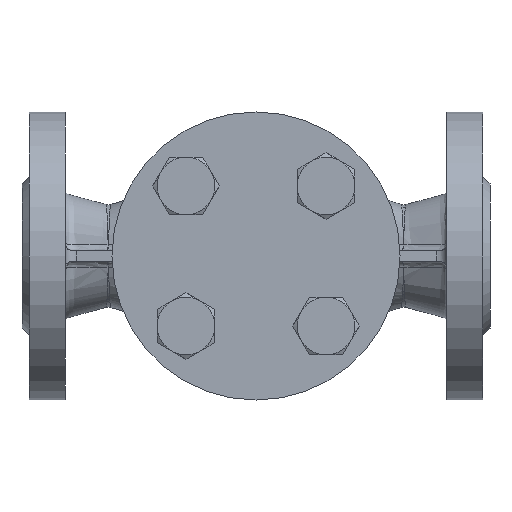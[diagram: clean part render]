
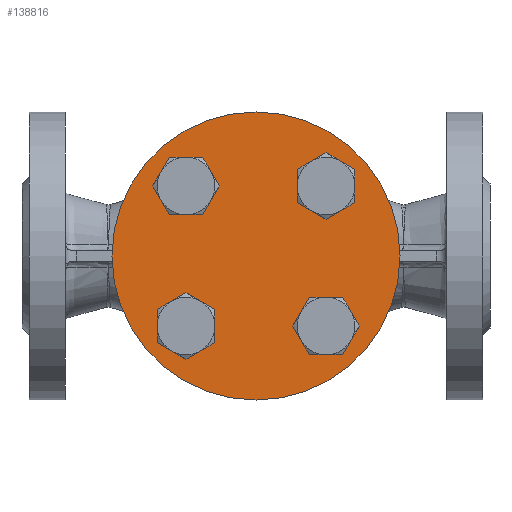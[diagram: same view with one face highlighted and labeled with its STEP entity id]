
A CAD part, front view. The second image highlights one B-rep face of the part: STEP entity #138816.
In plain terms, the highlighted planar face has unit normal (0, -1, 0).
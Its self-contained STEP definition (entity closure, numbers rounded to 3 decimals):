
#287 = CIRCLE ( 'NONE', #576, 8.024 ) ;
#554 = AXIS2_PLACEMENT_3D ( 'NONE', #19710, #19712, #19714 ) ;
#569 = CIRCLE ( 'NONE', #554, 40.12 ) ;
#576 = AXIS2_PLACEMENT_3D ( 'NONE', #19439, #19441, #19443 ) ;
#663 = AXIS2_PLACEMENT_3D ( 'NONE', #19282, #19284, #19286 ) ;
#680 = AXIS2_PLACEMENT_3D ( 'NONE', #20056, #20058, #20060 ) ;
#684 = CIRCLE ( 'NONE', #680, 8.024 ) ;
#709 = CIRCLE ( 'NONE', #663, 8.024 ) ;
#724 = CIRCLE ( 'NONE', #748, 8.024 ) ;
#748 = AXIS2_PLACEMENT_3D ( 'NONE', #19346, #19348, #19350 ) ;
#5225 = CARTESIAN_POINT ( 'NONE',  ( -19.504, -79.179, 27.528 ) ) ;
#6999 = FACE_BOUND ( 'NONE', #127252, .T. ) ;
#7059 = FACE_OUTER_BOUND ( 'NONE', #139194, .T. ) ;
#7061 = FACE_BOUND ( 'NONE', #127255, .T. ) ;
#7062 = FACE_BOUND ( 'NONE', #127239, .T. ) ;
#7070 = CARTESIAN_POINT ( 'NONE',  ( 0., -79.179, 0. ) ) ;
#7072 = FACE_BOUND ( 'NONE', #127251, .T. ) ;
#7076 = PLANE ( 'NONE',  #28957 ) ;
#7078 = DIRECTION ( 'NONE',  ( 0., 1., 0. ) ) ;
#7079 = DIRECTION ( 'NONE',  ( 0., 0., 1. ) ) ;
#7693 = CARTESIAN_POINT ( 'NONE',  ( 0., -79.179, -40.12 ) ) ;
#8083 = CARTESIAN_POINT ( 'NONE',  ( 27.528, -79.179, 19.504 ) ) ;
#8151 = CARTESIAN_POINT ( 'NONE',  ( 11.48, -79.179, 19.504 ) ) ;
#8153 = CARTESIAN_POINT ( 'NONE',  ( 19.504, -79.179, -27.528 ) ) ;
#8191 = CARTESIAN_POINT ( 'NONE',  ( 0., -79.179, 40.12 ) ) ;
#8261 = CARTESIAN_POINT ( 'NONE',  ( 19.504, -79.179, -11.48 ) ) ;
#8363 = CARTESIAN_POINT ( 'NONE',  ( -19.504, -79.179, 11.48 ) ) ;
#8371 = CARTESIAN_POINT ( 'NONE',  ( -11.48, -79.179, -19.504 ) ) ;
#8387 = CARTESIAN_POINT ( 'NONE',  ( -27.528, -79.179, -19.504 ) ) ;
#8546 = CARTESIAN_POINT ( 'NONE',  ( 19.504, -79.179, 19.504 ) ) ;
#8548 = DIRECTION ( 'NONE',  ( 0., 1., 0. ) ) ;
#8550 = DIRECTION ( 'NONE',  ( -1., 0., 0. ) ) ;
#8554 = CARTESIAN_POINT ( 'NONE',  ( 19.504, -79.179, -19.504 ) ) ;
#8556 = DIRECTION ( 'NONE',  ( 0., 1., 0. ) ) ;
#8558 = DIRECTION ( 'NONE',  ( 0., 0., 1. ) ) ;
#8562 = CARTESIAN_POINT ( 'NONE',  ( -19.504, -79.179, -19.504 ) ) ;
#8564 = DIRECTION ( 'NONE',  ( 0., 1., 0. ) ) ;
#8566 = DIRECTION ( 'NONE',  ( 1., 0., 0. ) ) ;
#8570 = CARTESIAN_POINT ( 'NONE',  ( -19.504, -79.179, 19.504 ) ) ;
#8572 = DIRECTION ( 'NONE',  ( 0., 1., 0. ) ) ;
#8574 = DIRECTION ( 'NONE',  ( 0., 0., -1. ) ) ;
#8626 = CARTESIAN_POINT ( 'NONE',  ( 0., -79.179, 0. ) ) ;
#8628 = DIRECTION ( 'NONE',  ( 0., 1., 0. ) ) ;
#8630 = DIRECTION ( 'NONE',  ( 0., 0., 1. ) ) ;
#13272 = ORIENTED_EDGE ( 'NONE', *, *, #126699, .T. ) ;
#14412 = ORIENTED_EDGE ( 'NONE', *, *, #126755, .F. ) ;
#14450 = ORIENTED_EDGE ( 'NONE', *, *, #138634, .T. ) ;
#14708 = ORIENTED_EDGE ( 'NONE', *, *, #126801, .T. ) ;
#14802 = ORIENTED_EDGE ( 'NONE', *, *, #126720, .T. ) ;
#14816 = ORIENTED_EDGE ( 'NONE', *, *, #138635, .T. ) ;
#14826 = ORIENTED_EDGE ( 'NONE', *, *, #138636, .T. ) ;
#14893 = ORIENTED_EDGE ( 'NONE', *, *, #126707, .T. ) ;
#14919 = ORIENTED_EDGE ( 'NONE', *, *, #138643, .F. ) ;
#14958 = ORIENTED_EDGE ( 'NONE', *, *, #138633, .T. ) ;
#19282 = CARTESIAN_POINT ( 'NONE',  ( -19.504, -79.179, -19.504 ) ) ;
#19284 = DIRECTION ( 'NONE',  ( 0., 1., 0. ) ) ;
#19286 = DIRECTION ( 'NONE',  ( 1., 0., 0. ) ) ;
#19346 = CARTESIAN_POINT ( 'NONE',  ( 19.504, -79.179, 19.504 ) ) ;
#19348 = DIRECTION ( 'NONE',  ( 0., 1., 0. ) ) ;
#19350 = DIRECTION ( 'NONE',  ( -1., 0., 0. ) ) ;
#19439 = CARTESIAN_POINT ( 'NONE',  ( -19.504, -79.179, 19.504 ) ) ;
#19441 = DIRECTION ( 'NONE',  ( 0., 1., 0. ) ) ;
#19443 = DIRECTION ( 'NONE',  ( 0., 0., -1. ) ) ;
#19710 = CARTESIAN_POINT ( 'NONE',  ( 0., -79.179, 0. ) ) ;
#19712 = DIRECTION ( 'NONE',  ( 0., 1., 0. ) ) ;
#19714 = DIRECTION ( 'NONE',  ( 0., 0., 1. ) ) ;
#20056 = CARTESIAN_POINT ( 'NONE',  ( 19.504, -79.179, -19.504 ) ) ;
#20058 = DIRECTION ( 'NONE',  ( 0., 1., 0. ) ) ;
#20060 = DIRECTION ( 'NONE',  ( 0., 0., 1. ) ) ;
#28957 = AXIS2_PLACEMENT_3D ( 'NONE', #7070, #7078, #7079 ) ;
#31906 = VERTEX_POINT ( 'NONE', #5225 ) ;
#36745 = CIRCLE ( 'NONE', #36856, 8.024 ) ;
#36840 = CIRCLE ( 'NONE', #36967, 8.024 ) ;
#36851 = CIRCLE ( 'NONE', #36969, 8.024 ) ;
#36853 = CIRCLE ( 'NONE', #36862, 8.024 ) ;
#36856 = AXIS2_PLACEMENT_3D ( 'NONE', #8554, #8556, #8558 ) ;
#36862 = AXIS2_PLACEMENT_3D ( 'NONE', #8570, #8572, #8574 ) ;
#36882 = CIRCLE ( 'NONE', #36888, 40.12 ) ;
#36888 = AXIS2_PLACEMENT_3D ( 'NONE', #8626, #8628, #8630 ) ;
#36967 = AXIS2_PLACEMENT_3D ( 'NONE', #8546, #8548, #8550 ) ;
#36969 = AXIS2_PLACEMENT_3D ( 'NONE', #8562, #8564, #8566 ) ;
#126699 = EDGE_CURVE ( 'NONE', #138328, #138336, #709, .T. ) ;
#126707 = EDGE_CURVE ( 'NONE', #138218, #138184, #724, .T. ) ;
#126720 = EDGE_CURVE ( 'NONE', #138324, #31906, #287, .T. ) ;
#126755 = EDGE_CURVE ( 'NONE', #138238, #137989, #569, .T. ) ;
#126801 = EDGE_CURVE ( 'NONE', #138273, #138219, #684, .T. ) ;
#127239 = EDGE_LOOP ( 'NONE', ( #14816, #13272 ) ) ;
#127251 = EDGE_LOOP ( 'NONE', ( #14450, #14708 ) ) ;
#127252 = EDGE_LOOP ( 'NONE', ( #14958, #14893 ) ) ;
#127255 = EDGE_LOOP ( 'NONE', ( #14826, #14802 ) ) ;
#137989 = VERTEX_POINT ( 'NONE', #7693 ) ;
#138184 = VERTEX_POINT ( 'NONE', #8083 ) ;
#138218 = VERTEX_POINT ( 'NONE', #8151 ) ;
#138219 = VERTEX_POINT ( 'NONE', #8153 ) ;
#138238 = VERTEX_POINT ( 'NONE', #8191 ) ;
#138273 = VERTEX_POINT ( 'NONE', #8261 ) ;
#138324 = VERTEX_POINT ( 'NONE', #8363 ) ;
#138328 = VERTEX_POINT ( 'NONE', #8371 ) ;
#138336 = VERTEX_POINT ( 'NONE', #8387 ) ;
#138633 = EDGE_CURVE ( 'NONE', #138184, #138218, #36840, .T. ) ;
#138634 = EDGE_CURVE ( 'NONE', #138219, #138273, #36745, .T. ) ;
#138635 = EDGE_CURVE ( 'NONE', #138336, #138328, #36851, .T. ) ;
#138636 = EDGE_CURVE ( 'NONE', #31906, #138324, #36853, .T. ) ;
#138643 = EDGE_CURVE ( 'NONE', #137989, #138238, #36882, .T. ) ;
#138816 = ADVANCED_FACE ( 'NONE', ( #7061, #7062, #7072, #6999, #7059 ), #7076, .F. ) ;
#139194 = EDGE_LOOP ( 'NONE', ( #14919, #14412 ) ) ;
